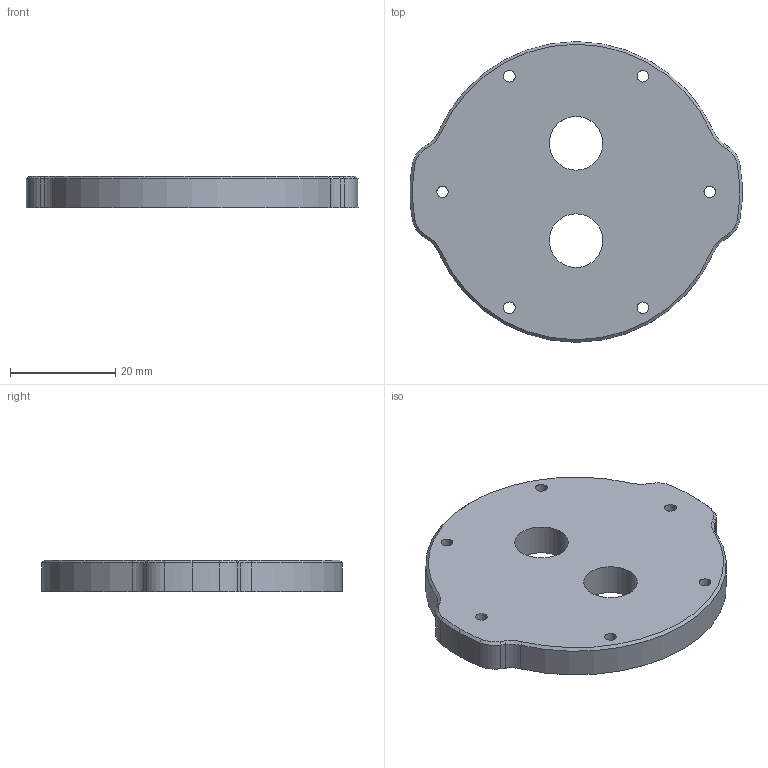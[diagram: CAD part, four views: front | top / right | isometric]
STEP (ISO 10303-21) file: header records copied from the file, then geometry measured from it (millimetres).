
FILE_DESCRIPTION (( 'STEP AP214' ), '1' );
FILE_NAME ('WTE2-M-END-CAP-2-HOLE-R1.STEP', '2018-10-16T22:49:17', ( '' ), ( '' ), 'SwSTEP 2.0', 'SolidWorks 2016', '' );
FILE_SCHEMA (( 'AUTOMOTIVE_DESIGN' ));
Length unit declared in the file: millimetre
Products named in the file (1): WTE2-M-END-CAP-2-HOLE-R1
Bounding box: 63.1 x 57.15 x 6 mm (x, y, z)
Volume: 14879.9 mm3; surface area: 6663.4 mm2
Topology: 1 solids, 1 shells, 52 faces, 133 edges, 83 vertices
Faces by surface type: cylinder 29, cone 13, plane 10
Entity records: 1658 total; most frequent: DIRECTION 310, CARTESIAN_POINT 269, ORIENTED_EDGE 266, EDGE_CURVE 133, AXIS2_PLACEMENT_3D 124, VERTEX_POINT 83, CIRCLE 71, EDGE_LOOP 68
